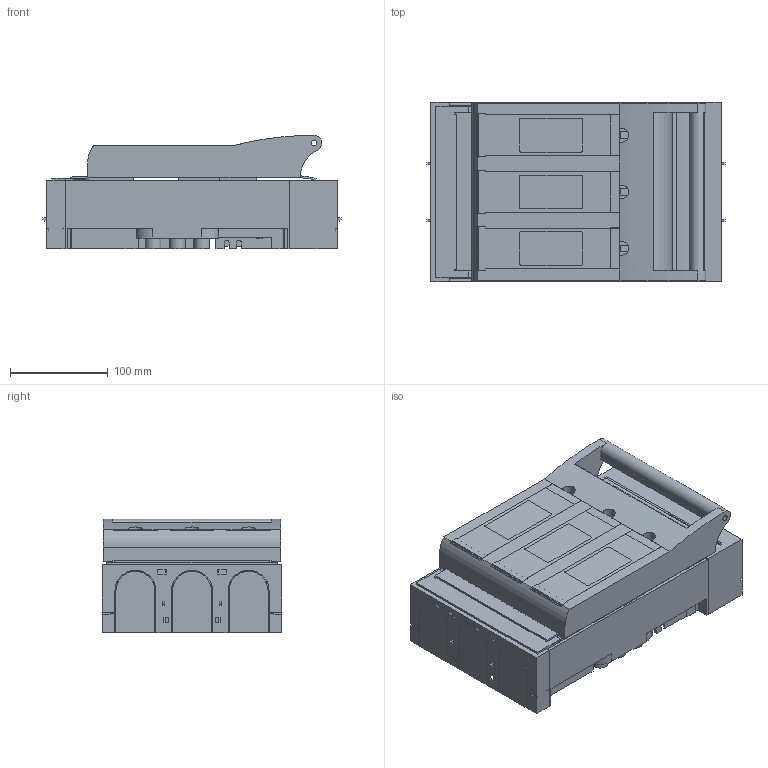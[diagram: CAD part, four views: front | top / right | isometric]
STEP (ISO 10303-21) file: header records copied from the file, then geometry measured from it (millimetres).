
FILE_DESCRIPTION(/* description */ (''),/* implementation_level */ '2;1');
FILE_NAME(/* name */ '3100211-LTS-K_NH-1_3P_NO_stp.stp',/* time_stamp */ '2025-07-14T14:53:04+02:00',/* author */ (''),/* organization */ (''),/* preprocessor_version */ 'ST-DEVELOPER v20',/* originating_system */ 'SIEMENS PLM Software NX2506.1700',/* authorisation */ '');
FILE_SCHEMA (('AUTOMOTIVE_DESIGN { 1 0 10303 214 3 1 1 1 }'));
Length unit declared in the file: millimetre
Products named in the file (10): 66903_Spannscheibe DIN6796 -10; 65746_Sechskantschraube M10x25; 66113_Sechskantmutter DIN934_M10; 34208_L_Scheibe Gr.1; 34202_L_Frontplatte Gr1; 34228_L_Schutzabdeckung Gr1 unten; 34227_L_Schutzabdeckung Gr1 oben; 158634_L_Anschlusslasche Gr1; 34225_L_Gehaeuse Gr1; 3100211-LTS-K_NH-1_3P_NO_stp
Assembly tree (31 placements, depth 2):
  3100211-LTS-K_NH-1_3P_NO_stp
    34225_L_Gehaeuse Gr1
    158634_L_Anschlusslasche Gr1  x6
    34227_L_Schutzabdeckung Gr1 oben
    34228_L_Schutzabdeckung Gr1 unten
    34202_L_Frontplatte Gr1
    34208_L_Scheibe Gr.1  x3
    66113_Sechskantmutter DIN934_M10  x6
    65746_Sechskantschraube M10x25  x6
    66903_Spannscheibe DIN6796 -10  x6
Bounding box: 305.75 x 183.5 x 116.3 mm (x, y, z)
Volume: 1855990.1 mm3; surface area: 710482.4 mm2
Topology: 31 solids, 31 shells, 1666 faces, 5113 edges, 3422 vertices
Faces by surface type: plane 1258, cylinder 246, cone 162
Entity records: 45980 total; most frequent: CARTESIAN_POINT 8811, ORIENTED_EDGE 8150, DIRECTION 7032, EDGE_CURVE 4075, LINE 3512, VECTOR 3512, VERTEX_POINT 2736, AXIS2_PLACEMENT_3D 1760
